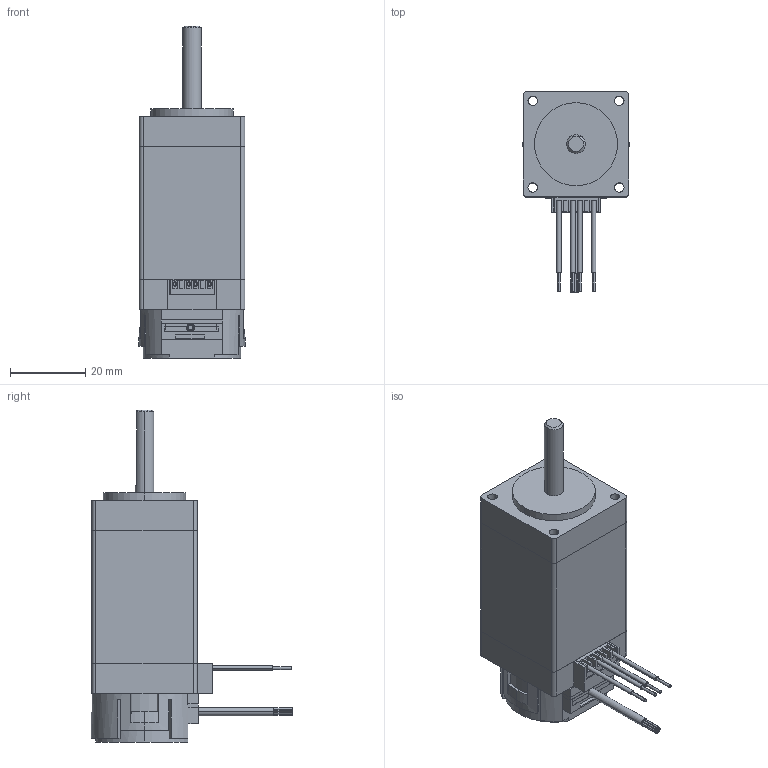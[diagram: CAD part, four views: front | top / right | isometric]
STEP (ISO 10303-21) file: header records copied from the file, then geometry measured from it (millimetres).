
FILE_DESCRIPTION (( 'STEP AP214' ), '1' );
FILE_NAME ('28HS251-1004E-XXX.STEP', '2023-10-26T01:31:49', ( 'MM' ), ( 'Microsoft' ), 'SwSTEP 2.0', 'SolidWorks 2020', '' );
FILE_SCHEMA (( 'AUTOMOTIVE_DESIGN' ));
Length unit declared in the file: millimetre
Products named in the file (1): 28HS251-1004E-XXX
Bounding box: 28.2 x 53.4 x 88.1 mm (x, y, z)
Volume: 47487.1 mm3; surface area: 17049.6 mm2
Topology: 6 solids, 6 shells, 374 faces, 984 edges, 652 vertices
Faces by surface type: plane 273, cylinder 95, cone 6
Entity records: 12214 total; most frequent: CARTESIAN_POINT 2025, ORIENTED_EDGE 1968, DIRECTION 1956, EDGE_CURVE 984, VECTOR 758, LINE 758, VERTEX_POINT 652, AXIS2_PLACEMENT_3D 599
